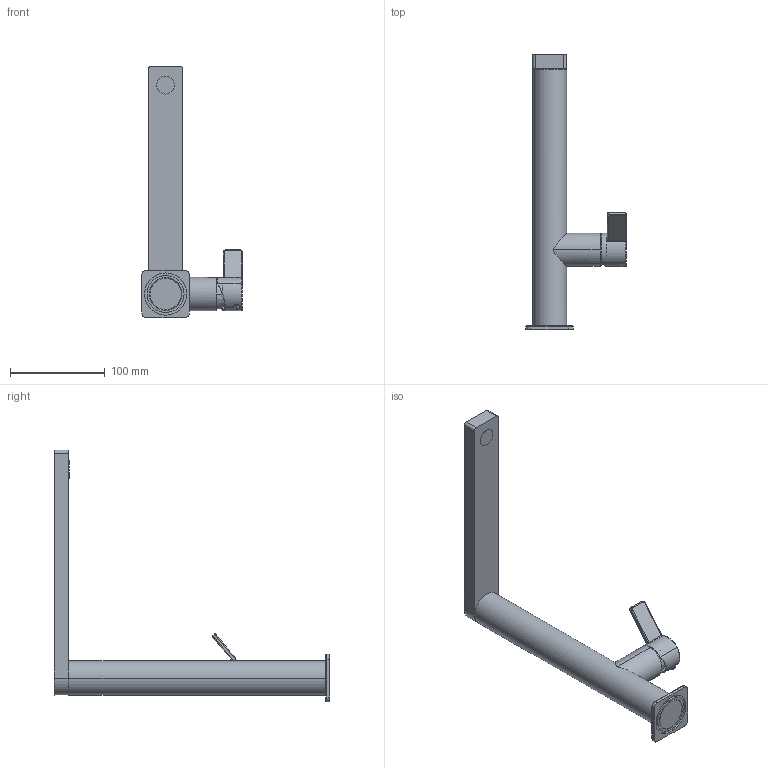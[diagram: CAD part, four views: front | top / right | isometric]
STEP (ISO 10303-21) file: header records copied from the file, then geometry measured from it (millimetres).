
FILE_DESCRIPTION((''),'2;1');
FILE_NAME('RO987CR','2021-04-12T16:49:06',('ut3'),('PAFFONI SpA'),'CREO PARAMETRIC BY PTC INC, 2020044','CREO PARAMETRIC BY PTC INC, 2020044','');
FILE_SCHEMA(('CONFIG_CONTROL_DESIGN','SHAPE_APPEARANCE_LAYERS_GROUPS'));
Length unit declared in the file: millimetre
Products named in the file (1): RO987CR
Bounding box: 105.67 x 290 x 265 mm (x, y, z)
Volume: 445375.8 mm3; surface area: 83996.4 mm2
Topology: 2 solids, 2 shells, 210 faces, 499 edges, 311 vertices
Faces by surface type: cylinder 87, plane 74, cone 25, torus 20, bspline 2, sphere 2
Entity records: 8503 total; most frequent: CARTESIAN_POINT 2035, DIRECTION 1073, ORIENTED_EDGE 994, EDGE_CURVE 497, AXIS2_PLACEMENT_3D 423, VERTEX_POINT 311, EDGE_LOOP 240, VECTOR 227
